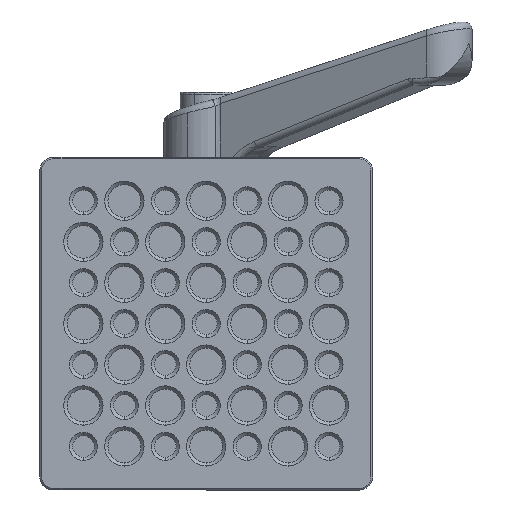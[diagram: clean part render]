
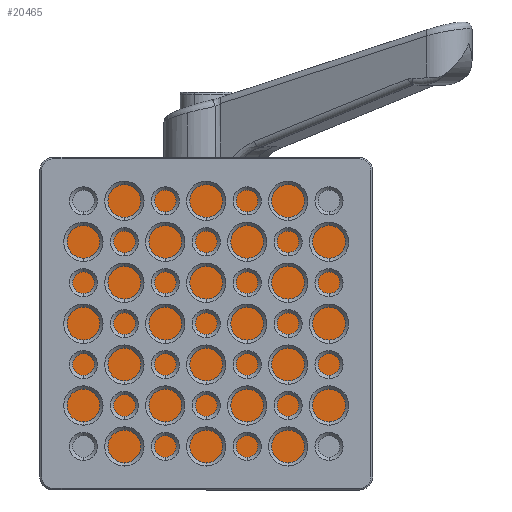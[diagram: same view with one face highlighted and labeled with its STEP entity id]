
A CAD part, left-side view. The second image highlights one B-rep face of the part: STEP entity #20465.
In plain terms, the highlighted planar face has unit normal (-1, 0, 0).
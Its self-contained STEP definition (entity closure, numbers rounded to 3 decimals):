
#52 = EDGE_CURVE ( 'NONE', #14705, #2845, #11179, .T. ) ;
#104 = EDGE_CURVE ( 'NONE', #1005, #5185, #12331, .T. ) ;
#413 = DIRECTION ( 'NONE',  ( 1., 0., 0. ) ) ;
#504 = EDGE_CURVE ( 'NONE', #5929, #1005, #1525, .T. ) ;
#520 = CARTESIAN_POINT ( 'NONE',  ( -2.857, 18.75, -16.5 ) ) ;
#549 = ORIENTED_EDGE ( 'NONE', *, *, #52, .T. ) ;
#550 = EDGE_CURVE ( 'NONE', #8228, #3670, #4620, .T. ) ;
#689 = CARTESIAN_POINT ( 'NONE',  ( -2.857, -18.75, 16.5 ) ) ;
#946 = EDGE_CURVE ( 'NONE', #3670, #3153, #12688, .T. ) ;
#974 = CARTESIAN_POINT ( 'NONE',  ( -2.857, 25.15, -23.4 ) ) ;
#1005 = VERTEX_POINT ( 'NONE', #12370 ) ;
#1066 = DIRECTION ( 'NONE',  ( 0., 0., 1. ) ) ;
#1345 = CARTESIAN_POINT ( 'NONE',  ( -2.857, -23.4, -23.4 ) ) ;
#1447 = EDGE_CURVE ( 'NONE', #3153, #15260, #3852, .T. ) ;
#1490 = EDGE_LOOP ( 'NONE', ( #8448, #2165 ) ) ;
#1525 = CIRCLE ( 'NONE', #14016, 1.75 ) ;
#1555 = VERTEX_POINT ( 'NONE', #4746 ) ;
#1766 = ORIENTED_EDGE ( 'NONE', *, *, #1447, .T. ) ;
#1913 = ORIENTED_EDGE ( 'NONE', *, *, #946, .T. ) ;
#1990 = DIRECTION ( 'NONE',  ( -1., 0., 0. ) ) ;
#2012 = ORIENTED_EDGE ( 'NONE', *, *, #2132, .T. ) ;
#2132 = EDGE_CURVE ( 'NONE', #8617, #15317, #2186, .T. ) ;
#2165 = ORIENTED_EDGE ( 'NONE', *, *, #21434, .T. ) ;
#2167 = AXIS2_PLACEMENT_3D ( 'NONE', #5871, #6077, #19254 ) ;
#2186 = CIRCLE ( 'NONE', #10157, 2.25 ) ;
#2525 = AXIS2_PLACEMENT_3D ( 'NONE', #7989, #14420, #6245 ) ;
#2817 = EDGE_CURVE ( 'NONE', #2837, #19605, #4067, .T. ) ;
#2831 = DIRECTION ( 'NONE',  ( 0., 0., -1. ) ) ;
#2837 = VERTEX_POINT ( 'NONE', #520 ) ;
#2845 = VERTEX_POINT ( 'NONE', #12360 ) ;
#2981 = LINE ( 'NONE', #11034, #9130 ) ;
#3153 = VERTEX_POINT ( 'NONE', #21354 ) ;
#3209 = DIRECTION ( 'NONE',  ( 0., 0., -1. ) ) ;
#3461 = AXIS2_PLACEMENT_3D ( 'NONE', #13640, #18414, #3628 ) ;
#3577 = CARTESIAN_POINT ( 'NONE',  ( -2.857, 23.4, -23.4 ) ) ;
#3628 = DIRECTION ( 'NONE',  ( 0., 0., -1. ) ) ;
#3670 = VERTEX_POINT ( 'NONE', #13829 ) ;
#3852 = CIRCLE ( 'NONE', #4884, 1.75 ) ;
#3928 = AXIS2_PLACEMENT_3D ( 'NONE', #1345, #1990, #5253 ) ;
#4027 = DIRECTION ( 'NONE',  ( 0., 0., -1. ) ) ;
#4067 = CIRCLE ( 'NONE', #9648, 2.25 ) ;
#4165 = AXIS2_PLACEMENT_3D ( 'NONE', #5819, #17675, #16051 ) ;
#4569 = VECTOR ( 'NONE', #16926, 1000. ) ;
#4620 = CIRCLE ( 'NONE', #3928, 1.75 ) ;
#4722 = EDGE_CURVE ( 'NONE', #1555, #8228, #15793, .T. ) ;
#4746 = CARTESIAN_POINT ( 'NONE',  ( -2.857, 23.4, -25.15 ) ) ;
#4832 = DIRECTION ( 'NONE',  ( 1., 0., 0. ) ) ;
#4884 = AXIS2_PLACEMENT_3D ( 'NONE', #7799, #9436, #12916 ) ;
#5185 = VERTEX_POINT ( 'NONE', #974 ) ;
#5253 = DIRECTION ( 'NONE',  ( 0., 0., -1. ) ) ;
#5293 = AXIS2_PLACEMENT_3D ( 'NONE', #18115, #4832, #3209 ) ;
#5652 = EDGE_LOOP ( 'NONE', ( #13010, #10565 ) ) ;
#5718 = DIRECTION ( 'NONE',  ( 0., 0., -1. ) ) ;
#5819 = CARTESIAN_POINT ( 'NONE',  ( -2.857, -18.75, -18.75 ) ) ;
#5871 = CARTESIAN_POINT ( 'NONE',  ( -2.857, 18.75, 18.75 ) ) ;
#5879 = ORIENTED_EDGE ( 'NONE', *, *, #7674, .T. ) ;
#5929 = VERTEX_POINT ( 'NONE', #12593 ) ;
#6077 = DIRECTION ( 'NONE',  ( 1., 0., 0. ) ) ;
#6081 = FACE_BOUND ( 'NONE', #5652, .T. ) ;
#6135 = VERTEX_POINT ( 'NONE', #13597 ) ;
#6208 = CIRCLE ( 'NONE', #11076, 1.75 ) ;
#6245 = DIRECTION ( 'NONE',  ( 0., 0., -1. ) ) ;
#7443 = DIRECTION ( 'NONE',  ( 0., 0., -1. ) ) ;
#7674 = EDGE_CURVE ( 'NONE', #5185, #1555, #6208, .T. ) ;
#7722 = FACE_OUTER_BOUND ( 'NONE', #19919, .T. ) ;
#7799 = CARTESIAN_POINT ( 'NONE',  ( -2.857, -23.4, 23.4 ) ) ;
#7815 = CARTESIAN_POINT ( 'NONE',  ( -2.857, 18.75, -21. ) ) ;
#7969 = DIRECTION ( 'NONE',  ( 0., 0., -1. ) ) ;
#7989 = CARTESIAN_POINT ( 'NONE',  ( -2.857, -18.75, 18.75 ) ) ;
#8189 = EDGE_LOOP ( 'NONE', ( #549, #17684 ) ) ;
#8228 = VERTEX_POINT ( 'NONE', #11616 ) ;
#8292 = DIRECTION ( 'NONE',  ( -1., 0., 0. ) ) ;
#8355 = DIRECTION ( 'NONE',  ( 0., 0., -1. ) ) ;
#8410 = CIRCLE ( 'NONE', #18835, 2.25 ) ;
#8448 = ORIENTED_EDGE ( 'NONE', *, *, #13035, .T. ) ;
#8614 = ORIENTED_EDGE ( 'NONE', *, *, #104, .T. ) ;
#8617 = VERTEX_POINT ( 'NONE', #10138 ) ;
#9031 = CIRCLE ( 'NONE', #4165, 2.25 ) ;
#9130 = VECTOR ( 'NONE', #17185, 1000. ) ;
#9436 = DIRECTION ( 'NONE',  ( -1., 0., 0. ) ) ;
#9454 = VECTOR ( 'NONE', #1066, 1000. ) ;
#9648 = AXIS2_PLACEMENT_3D ( 'NONE', #14109, #413, #5718 ) ;
#10065 = VERTEX_POINT ( 'NONE', #19570 ) ;
#10138 = CARTESIAN_POINT ( 'NONE',  ( -2.857, -18.75, -21. ) ) ;
#10157 = AXIS2_PLACEMENT_3D ( 'NONE', #14380, #10896, #2831 ) ;
#10243 = ORIENTED_EDGE ( 'NONE', *, *, #550, .T. ) ;
#10565 = ORIENTED_EDGE ( 'NONE', *, *, #2817, .T. ) ;
#10785 = PLANE ( 'NONE',  #20243 ) ;
#10896 = DIRECTION ( 'NONE',  ( 1., 0., 0. ) ) ;
#11034 = CARTESIAN_POINT ( 'NONE',  ( -2.857, 0., 25.15 ) ) ;
#11076 = AXIS2_PLACEMENT_3D ( 'NONE', #3577, #19902, #8355 ) ;
#11179 = CIRCLE ( 'NONE', #5293, 2.25 ) ;
#11209 = CIRCLE ( 'NONE', #2525, 2.25 ) ;
#11616 = CARTESIAN_POINT ( 'NONE',  ( -2.857, -23.4, -25.15 ) ) ;
#11950 = EDGE_CURVE ( 'NONE', #19605, #2837, #8410, .T. ) ;
#12331 = LINE ( 'NONE', #13757, #4569 ) ;
#12360 = CARTESIAN_POINT ( 'NONE',  ( -2.857, -18.75, 21. ) ) ;
#12370 = CARTESIAN_POINT ( 'NONE',  ( -2.857, 25.15, 23.4 ) ) ;
#12593 = CARTESIAN_POINT ( 'NONE',  ( -2.857, 23.4, 25.15 ) ) ;
#12688 = LINE ( 'NONE', #19322, #9454 ) ;
#12725 = CARTESIAN_POINT ( 'NONE',  ( -2.857, 0., 0. ) ) ;
#12916 = DIRECTION ( 'NONE',  ( 0., 0., -1. ) ) ;
#13010 = ORIENTED_EDGE ( 'NONE', *, *, #11950, .T. ) ;
#13035 = EDGE_CURVE ( 'NONE', #6135, #10065, #17792, .T. ) ;
#13322 = CARTESIAN_POINT ( 'NONE',  ( -2.857, 23.4, 23.4 ) ) ;
#13460 = EDGE_CURVE ( 'NONE', #15260, #5929, #2981, .T. ) ;
#13576 = EDGE_CURVE ( 'NONE', #2845, #14705, #11209, .T. ) ;
#13597 = CARTESIAN_POINT ( 'NONE',  ( -2.857, 18.75, 16.5 ) ) ;
#13640 = CARTESIAN_POINT ( 'NONE',  ( -2.857, 18.75, 18.75 ) ) ;
#13757 = CARTESIAN_POINT ( 'NONE',  ( -2.857, 25.15, 0. ) ) ;
#13829 = CARTESIAN_POINT ( 'NONE',  ( -2.857, -25.15, -23.4 ) ) ;
#14016 = AXIS2_PLACEMENT_3D ( 'NONE', #13322, #8292, #7969 ) ;
#14092 = DIRECTION ( 'NONE',  ( 1., 0., 0. ) ) ;
#14109 = CARTESIAN_POINT ( 'NONE',  ( -2.857, 18.75, -18.75 ) ) ;
#14380 = CARTESIAN_POINT ( 'NONE',  ( -2.857, -18.75, -18.75 ) ) ;
#14420 = DIRECTION ( 'NONE',  ( 1., 0., 0. ) ) ;
#14481 = CARTESIAN_POINT ( 'NONE',  ( -2.857, 0., -25.15 ) ) ;
#14575 = CARTESIAN_POINT ( 'NONE',  ( -2.857, -23.4, 25.15 ) ) ;
#14705 = VERTEX_POINT ( 'NONE', #689 ) ;
#14799 = ORIENTED_EDGE ( 'NONE', *, *, #504, .T. ) ;
#15260 = VERTEX_POINT ( 'NONE', #14575 ) ;
#15317 = VERTEX_POINT ( 'NONE', #20224 ) ;
#15569 = FACE_BOUND ( 'NONE', #1490, .T. ) ;
#15716 = CARTESIAN_POINT ( 'NONE',  ( -2.857, 18.75, -18.75 ) ) ;
#15793 = LINE ( 'NONE', #14481, #20094 ) ;
#16051 = DIRECTION ( 'NONE',  ( 0., 0., -1. ) ) ;
#16220 = DIRECTION ( 'NONE',  ( 0., -1., 0. ) ) ;
#16802 = EDGE_CURVE ( 'NONE', #15317, #8617, #9031, .T. ) ;
#16926 = DIRECTION ( 'NONE',  ( 0., 0., -1. ) ) ;
#17185 = DIRECTION ( 'NONE',  ( 0., 1., 0. ) ) ;
#17211 = FACE_BOUND ( 'NONE', #21225, .T. ) ;
#17675 = DIRECTION ( 'NONE',  ( 1., 0., 0. ) ) ;
#17684 = ORIENTED_EDGE ( 'NONE', *, *, #13576, .T. ) ;
#17694 = CIRCLE ( 'NONE', #3461, 2.25 ) ;
#17792 = CIRCLE ( 'NONE', #2167, 2.25 ) ;
#18115 = CARTESIAN_POINT ( 'NONE',  ( -2.857, -18.75, 18.75 ) ) ;
#18414 = DIRECTION ( 'NONE',  ( 1., 0., 0. ) ) ;
#18835 = AXIS2_PLACEMENT_3D ( 'NONE', #15716, #14092, #7443 ) ;
#18936 = FACE_BOUND ( 'NONE', #8189, .T. ) ;
#19254 = DIRECTION ( 'NONE',  ( 0., 0., -1. ) ) ;
#19322 = CARTESIAN_POINT ( 'NONE',  ( -2.857, -25.15, 0. ) ) ;
#19570 = CARTESIAN_POINT ( 'NONE',  ( -2.857, 18.75, 21. ) ) ;
#19594 = ORIENTED_EDGE ( 'NONE', *, *, #13460, .T. ) ;
#19605 = VERTEX_POINT ( 'NONE', #7815 ) ;
#19635 = ORIENTED_EDGE ( 'NONE', *, *, #16802, .T. ) ;
#19902 = DIRECTION ( 'NONE',  ( -1., 0., 0. ) ) ;
#19919 = EDGE_LOOP ( 'NONE', ( #10243, #1913, #1766, #19594, #14799, #8614, #5879, #21227 ) ) ;
#20094 = VECTOR ( 'NONE', #16220, 1000. ) ;
#20224 = CARTESIAN_POINT ( 'NONE',  ( -2.857, -18.75, -16.5 ) ) ;
#20243 = AXIS2_PLACEMENT_3D ( 'NONE', #12725, #20581, #4027 ) ;
#20465 = ADVANCED_FACE ( 'NONE', ( #7722, #15569, #6081, #17211, #18936 ), #10785, .F. ) ;
#20581 = DIRECTION ( 'NONE',  ( 1., 0., 0. ) ) ;
#21225 = EDGE_LOOP ( 'NONE', ( #2012, #19635 ) ) ;
#21227 = ORIENTED_EDGE ( 'NONE', *, *, #4722, .T. ) ;
#21354 = CARTESIAN_POINT ( 'NONE',  ( -2.857, -25.15, 23.4 ) ) ;
#21434 = EDGE_CURVE ( 'NONE', #10065, #6135, #17694, .T. ) ;
